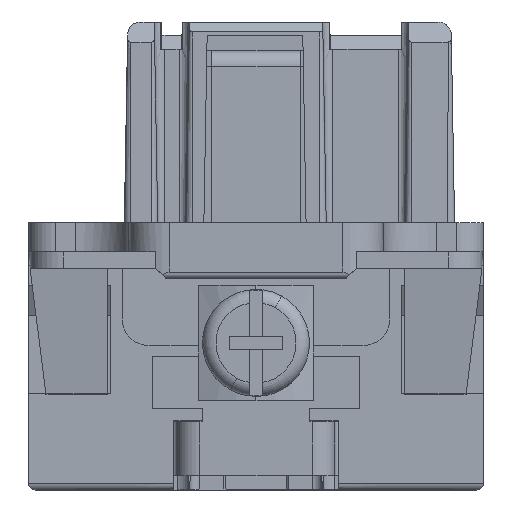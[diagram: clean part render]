
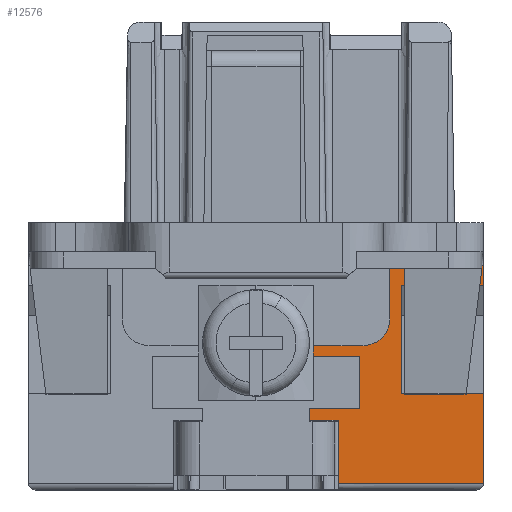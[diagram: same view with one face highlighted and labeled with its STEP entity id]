
A CAD part, front view. The second image highlights one B-rep face of the part: STEP entity #12576.
In plain terms, the highlighted planar face has unit normal (0, -1, 0).
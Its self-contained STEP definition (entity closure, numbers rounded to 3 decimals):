
#12552=AXIS2_PLACEMENT_3D('Plane Axis2P3D',#12549,#12550,#12551) ;
#372=CARTESIAN_POINT('Line Origine',(30.95,10.3,15.3)) ;
#376=CARTESIAN_POINT('Vertex',(27.9,10.3,15.3)) ;
#378=CARTESIAN_POINT('Vertex',(34.,10.3,15.3)) ;
#412=CARTESIAN_POINT('Line Origine',(27.9,10.3,11.25)) ;
#416=CARTESIAN_POINT('Vertex',(27.9,10.3,7.2)) ;
#457=CARTESIAN_POINT('Line Origine',(30.95,10.3,7.2)) ;
#461=CARTESIAN_POINT('Vertex',(34.,10.3,7.2)) ;
#686=CARTESIAN_POINT('Line Origine',(23.141,10.3,2.6)) ;
#690=CARTESIAN_POINT('Vertex',(23.141,10.3,0.5)) ;
#692=CARTESIAN_POINT('Vertex',(23.141,10.3,5.2)) ;
#1016=CARTESIAN_POINT('Line Origine',(22.072,10.3,5.2)) ;
#1020=CARTESIAN_POINT('Vertex',(21.002,10.3,5.2)) ;
#1134=CARTESIAN_POINT('Vertex',(20.8,10.3,16.8)) ;
#1137=CARTESIAN_POINT('Line Origine',(17.,10.3,16.8)) ;
#1141=CARTESIAN_POINT('Vertex',(34.,10.3,16.8)) ;
#12249=CARTESIAN_POINT('Vertex',(34.,10.3,0.5)) ;
#12305=CARTESIAN_POINT('Line Origine',(34.,10.3,16.05)) ;
#12310=CARTESIAN_POINT('Line Origine',(34.,10.3,3.85)) ;
#12549=CARTESIAN_POINT('Axis2P3D Location',(0.,10.3,16.8)) ;
#12554=CARTESIAN_POINT('Line Origine',(20.901,10.3,11.)) ;
#12559=CARTESIAN_POINT('Line Origine',(28.571,10.3,0.5)) ;
#373=DIRECTION('Vector Direction',(1.,0.,0.)) ;
#413=DIRECTION('Vector Direction',(0.,0.,-1.)) ;
#458=DIRECTION('Vector Direction',(1.,0.,0.)) ;
#687=DIRECTION('Vector Direction',(0.,0.,-1.)) ;
#1017=DIRECTION('Vector Direction',(-1.,0.,0.)) ;
#1138=DIRECTION('Vector Direction',(-1.,0.,0.)) ;
#12306=DIRECTION('Vector Direction',(0.,0.,-1.)) ;
#12311=DIRECTION('Vector Direction',(0.,0.,-1.)) ;
#12550=DIRECTION('Axis2P3D Direction',(0.,-1.,0.)) ;
#12551=DIRECTION('Axis2P3D XDirection',(0.,0.,-1.)) ;
#12555=DIRECTION('Vector Direction',(0.017,0.,-1.)) ;
#12560=DIRECTION('Vector Direction',(1.,0.,0.)) ;
#374=VECTOR('Line Direction',#373,1.) ;
#414=VECTOR('Line Direction',#413,1.) ;
#459=VECTOR('Line Direction',#458,1.) ;
#688=VECTOR('Line Direction',#687,1.) ;
#1018=VECTOR('Line Direction',#1017,1.) ;
#1139=VECTOR('Line Direction',#1138,1.) ;
#12307=VECTOR('Line Direction',#12306,1.) ;
#12312=VECTOR('Line Direction',#12311,1.) ;
#12556=VECTOR('Line Direction',#12555,1.) ;
#12561=VECTOR('Line Direction',#12560,1.) ;
#12565=ORIENTED_EDGE('',*,*,#12314,.F.) ;
#12566=ORIENTED_EDGE('',*,*,#463,.F.) ;
#12567=ORIENTED_EDGE('',*,*,#418,.T.) ;
#12568=ORIENTED_EDGE('',*,*,#380,.T.) ;
#12569=ORIENTED_EDGE('',*,*,#12309,.F.) ;
#12570=ORIENTED_EDGE('',*,*,#1143,.T.) ;
#12571=ORIENTED_EDGE('',*,*,#12558,.T.) ;
#12572=ORIENTED_EDGE('',*,*,#1022,.F.) ;
#12573=ORIENTED_EDGE('',*,*,#694,.F.) ;
#12574=ORIENTED_EDGE('',*,*,#12563,.F.) ;
#12576=ADVANCED_FACE('Hauptkoerper',(#12575),#12553,.T.) ;
#380=EDGE_CURVE('',#377,#379,#375,.T.) ;
#418=EDGE_CURVE('',#417,#377,#415,.F.) ;
#463=EDGE_CURVE('',#417,#462,#460,.T.) ;
#694=EDGE_CURVE('',#691,#693,#689,.F.) ;
#1022=EDGE_CURVE('',#693,#1021,#1019,.T.) ;
#1143=EDGE_CURVE('',#1142,#1135,#1140,.T.) ;
#12309=EDGE_CURVE('',#1142,#379,#12308,.T.) ;
#12314=EDGE_CURVE('',#462,#12250,#12313,.T.) ;
#12558=EDGE_CURVE('',#1135,#1021,#12557,.T.) ;
#12563=EDGE_CURVE('',#12250,#691,#12562,.F.) ;
#12564=EDGE_LOOP('',(#12565,#12566,#12567,#12568,#12569,#12570,#12571,#12572,#12573,#12574)) ;
#12575=FACE_OUTER_BOUND('',#12564,.T.) ;
#375=LINE('Line',#372,#374) ;
#415=LINE('Line',#412,#414) ;
#460=LINE('Line',#457,#459) ;
#689=LINE('Line',#686,#688) ;
#1019=LINE('Line',#1016,#1018) ;
#1140=LINE('Line',#1137,#1139) ;
#12308=LINE('Line',#12305,#12307) ;
#12313=LINE('Line',#12310,#12312) ;
#12557=LINE('Line',#12554,#12556) ;
#12562=LINE('Line',#12559,#12561) ;
#12553=PLANE('',#12552) ;
#377=VERTEX_POINT('',#376) ;
#379=VERTEX_POINT('',#378) ;
#417=VERTEX_POINT('',#416) ;
#462=VERTEX_POINT('',#461) ;
#691=VERTEX_POINT('',#690) ;
#693=VERTEX_POINT('',#692) ;
#1021=VERTEX_POINT('',#1020) ;
#1135=VERTEX_POINT('',#1134) ;
#1142=VERTEX_POINT('',#1141) ;
#12250=VERTEX_POINT('',#12249) ;
